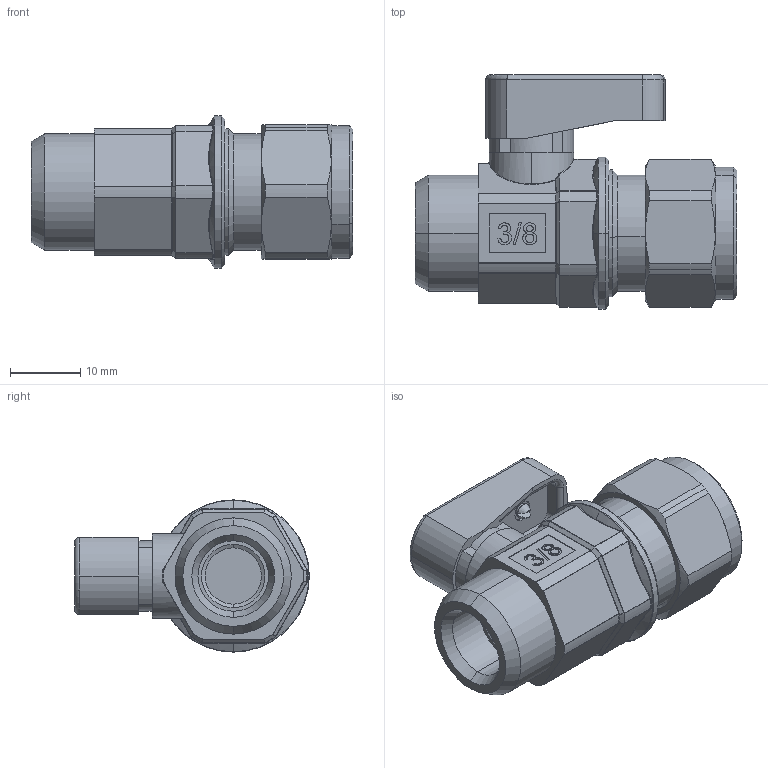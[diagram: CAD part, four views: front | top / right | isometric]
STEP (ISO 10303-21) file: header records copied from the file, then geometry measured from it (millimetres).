
FILE_DESCRIPTION (( 'STEP AP214' ), '1' );
FILE_NAME ('0644000007.step', '2012-10-02T16:32:48', ( '' ), ( '' ), 'SwSTEP 2.0', 'SolidWorks 2012', '' );
FILE_SCHEMA (( 'AUTOMOTIVE_DESIGN' ));
Length unit declared in the file: millimetre
Products named in the file (1): 0644000007
Bounding box: 45.68 x 33.3 x 21.6 mm (x, y, z)
Volume: 11995.6 mm3; surface area: 6573.2 mm2
Topology: 9 solids, 18 shells, 1015 faces, 2541 edges, 1605 vertices
Faces by surface type: plane 419, bspline 341, cylinder 142, torus 46, cone 45, sphere 22
Entity records: 44905 total; most frequent: CARTESIAN_POINT 23008, ORIENTED_EDGE 5050, DIRECTION 3552, EDGE_CURVE 2525, VERTEX_POINT 1605, LINE 1312, VECTOR 1312, AXIS2_PLACEMENT_3D 1120
